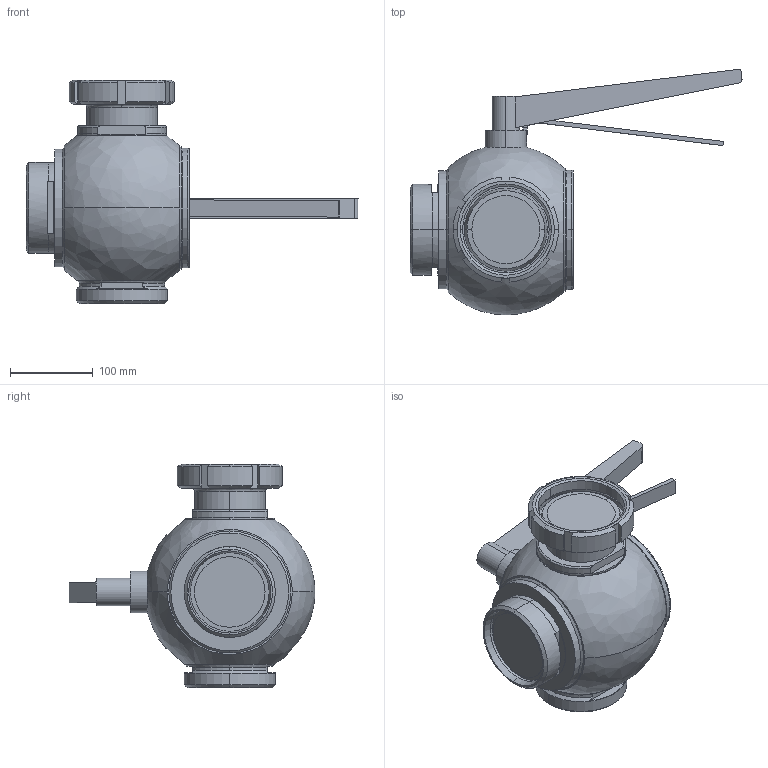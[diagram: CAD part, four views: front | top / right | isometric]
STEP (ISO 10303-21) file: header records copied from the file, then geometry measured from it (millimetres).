
FILE_DESCRIPTION (( 'STEP AP214' ), '1' );
FILE_NAME ('4032080xxx-xxx.STEP', '2012-11-07T07:54:21', ( 'Install' ), ( '' ), 'SwSTEP 2.0', 'SolidWorks 2011', '' );
FILE_SCHEMA (( 'AUTOMOTIVE_DESIGN' ));
Length unit declared in the file: millimetre
Products named in the file (1): 4032080xxx-xxx
Bounding box: 400.1 x 296.11 x 269.5 mm (x, y, z)
Volume: 5303600.7 mm3; surface area: 259313.4 mm2
Topology: 1 solids, 1 shells, 164 faces, 412 edges, 267 vertices
Faces by surface type: plane 74, cylinder 53, cone 28, bspline 9
Entity records: 6382 total; most frequent: CARTESIAN_POINT 2503, ORIENTED_EDGE 820, DIRECTION 783, EDGE_CURVE 410, AXIS2_PLACEMENT_3D 311, VERTEX_POINT 267, EDGE_LOOP 185, ADVANCED_FACE 164
